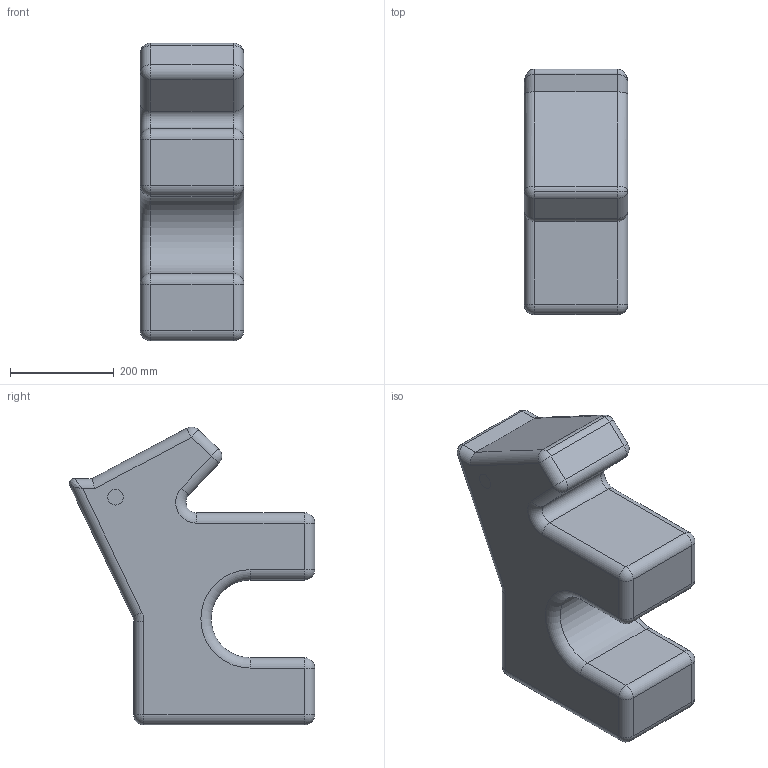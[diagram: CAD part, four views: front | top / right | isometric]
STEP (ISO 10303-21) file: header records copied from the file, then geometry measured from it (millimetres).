
FILE_DESCRIPTION (( 'STEP AP203' ), '1' );
FILE_NAME ('Pony.STEP', '2017-09-28T11:47:22', ( '' ), ( '' ), 'SwSTEP 2.0', 'SolidWorks 2016', '' );
FILE_SCHEMA (( 'CONFIG_CONTROL_DESIGN' ));
Length unit declared in the file: millimetre
Products named in the file (1): Pony
Bounding box: 200 x 474.26 x 575.6 mm (x, y, z)
Volume: 30488292.5 mm3; surface area: 761669.2 mm2
Topology: 2 solids, 2 shells, 79 faces, 177 edges, 88 vertices
Faces by surface type: cylinder 40, plane 16, sphere 15, torus 6, bspline 2
Entity records: 2247 total; most frequent: CARTESIAN_POINT 499, DIRECTION 390, ORIENTED_EDGE 322, EDGE_CURVE 161, AXIS2_PLACEMENT_3D 157, VERTEX_POINT 86, EDGE_LOOP 81, FACE_OUTER_BOUND 79
